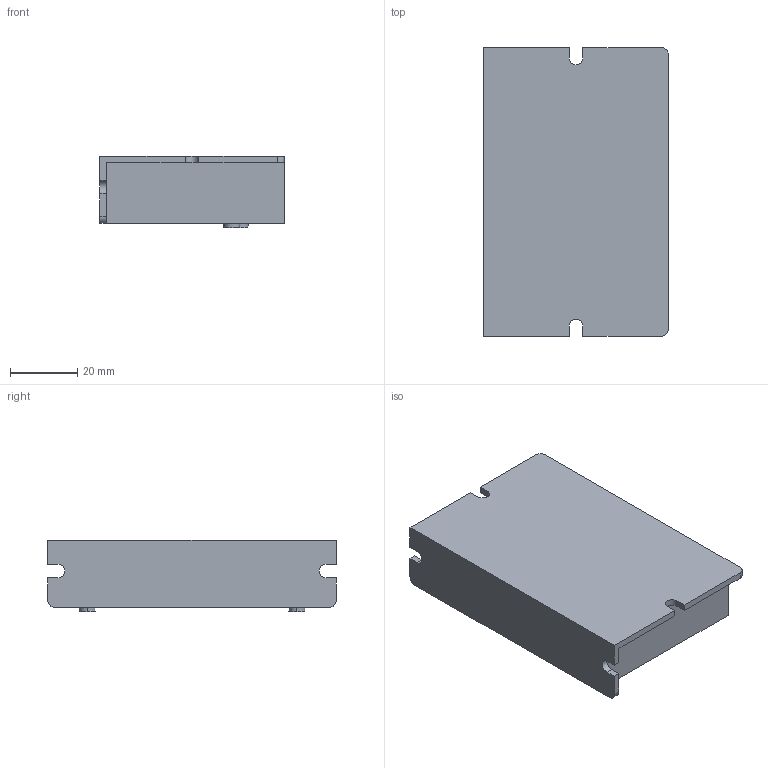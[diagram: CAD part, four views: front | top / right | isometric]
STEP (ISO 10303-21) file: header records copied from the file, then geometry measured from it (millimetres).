
FILE_DESCRIPTION (( 'STEP AP214' ), '1' );
FILE_NAME ('M415B.STEP', '2023-08-21T13:42:09', ( '' ), ( '' ), 'SwSTEP 2.0', 'SolidWorks 2021', '' );
FILE_SCHEMA (( 'AUTOMOTIVE_DESIGN' ));
Length unit declared in the file: millimetre
Products named in the file (1): M415B
Bounding box: 55 x 86 x 21.4 mm (x, y, z)
Volume: 80944.4 mm3; surface area: 15344.2 mm2
Topology: 3 solids, 3 shells, 96 faces, 254 edges, 168 vertices
Faces by surface type: plane 64, cylinder 20, cone 8, torus 4
Entity records: 3022 total; most frequent: CARTESIAN_POINT 519, DIRECTION 512, ORIENTED_EDGE 508, EDGE_CURVE 254, VECTOR 190, LINE 190, VERTEX_POINT 168, AXIS2_PLACEMENT_3D 161
